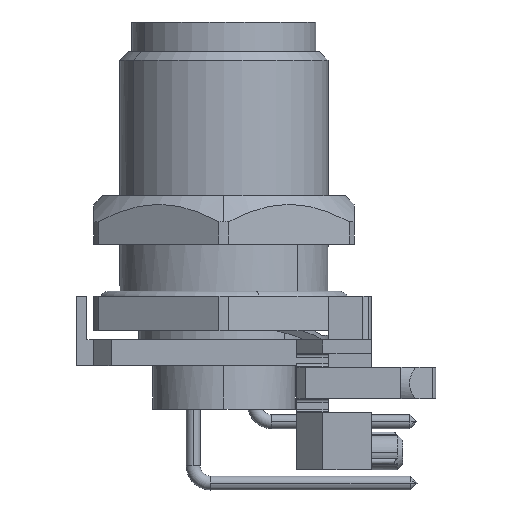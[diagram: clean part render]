
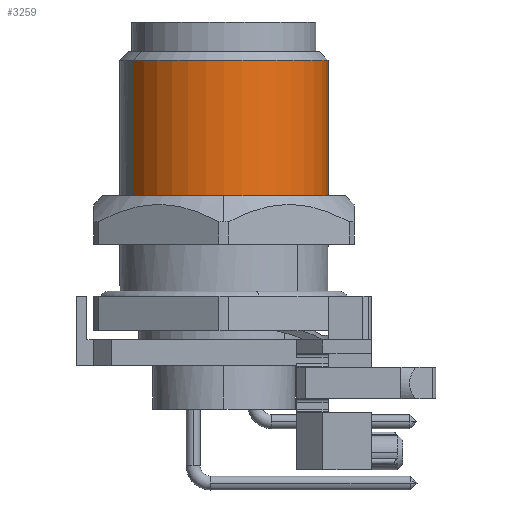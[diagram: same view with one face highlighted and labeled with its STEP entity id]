
A CAD part, left-side view. The second image highlights one B-rep face of the part: STEP entity #3259.
In plain terms, the highlighted cylindrical face has radius 6 mm (diameter 12 mm), a partial arc.
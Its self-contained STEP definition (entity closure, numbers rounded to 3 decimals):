
#3212=AXIS2_PLACEMENT_3D('Circle Axis2P3D',#3210,#3211,$) ;
#3232=AXIS2_PLACEMENT_3D('Cylinder Axis2P3D',#3229,#3230,#3231) ;
#3250=AXIS2_PLACEMENT_3D('Circle Axis2P3D',#3248,#3249,$) ;
#3210=CARTESIAN_POINT('Axis2P3D Location',(9.5,12.2,16.96)) ;
#3214=CARTESIAN_POINT('Vertex',(6.5,17.396,16.96)) ;
#3216=CARTESIAN_POINT('Vertex',(12.5,7.004,16.96)) ;
#3229=CARTESIAN_POINT('Axis2P3D Location',(9.5,12.2,18.21)) ;
#3234=CARTESIAN_POINT('Line Origine',(6.5,17.396,18.21)) ;
#3238=CARTESIAN_POINT('Vertex',(6.5,17.396,24.76)) ;
#3241=CARTESIAN_POINT('Line Origine',(12.5,7.004,18.21)) ;
#3245=CARTESIAN_POINT('Vertex',(12.5,7.004,24.76)) ;
#3248=CARTESIAN_POINT('Axis2P3D Location',(9.5,12.2,24.76)) ;
#3211=DIRECTION('Axis2P3D Direction',(0.,0.,1.)) ;
#3230=DIRECTION('Axis2P3D Direction',(0.,0.,1.)) ;
#3231=DIRECTION('Axis2P3D XDirection',(-0.5,0.866,0.)) ;
#3235=DIRECTION('Vector Direction',(0.,0.,1.)) ;
#3242=DIRECTION('Vector Direction',(0.,0.,1.)) ;
#3249=DIRECTION('Axis2P3D Direction',(0.,0.,1.)) ;
#3236=VECTOR('Line Direction',#3235,1.) ;
#3243=VECTOR('Line Direction',#3242,1.) ;
#3254=ORIENTED_EDGE('',*,*,#3240,.T.) ;
#3255=ORIENTED_EDGE('',*,*,#3218,.T.) ;
#3256=ORIENTED_EDGE('',*,*,#3247,.T.) ;
#3257=ORIENTED_EDGE('',*,*,#3252,.F.) ;
#3259=ADVANCED_FACE('V1',(#3258),#3233,.T.) ;
#3213=CIRCLE('generated circle',#3212,6.) ;
#3251=CIRCLE('generated circle',#3250,6.) ;
#3233=CYLINDRICAL_SURFACE('generated cylinder',#3232,6.) ;
#3218=EDGE_CURVE('',#3215,#3217,#3213,.T.) ;
#3240=EDGE_CURVE('',#3239,#3215,#3237,.F.) ;
#3247=EDGE_CURVE('',#3217,#3246,#3244,.T.) ;
#3252=EDGE_CURVE('',#3239,#3246,#3251,.T.) ;
#3253=EDGE_LOOP('',(#3254,#3255,#3256,#3257)) ;
#3258=FACE_OUTER_BOUND('',#3253,.T.) ;
#3237=LINE('Line',#3234,#3236) ;
#3244=LINE('Line',#3241,#3243) ;
#3215=VERTEX_POINT('',#3214) ;
#3217=VERTEX_POINT('',#3216) ;
#3239=VERTEX_POINT('',#3238) ;
#3246=VERTEX_POINT('',#3245) ;
